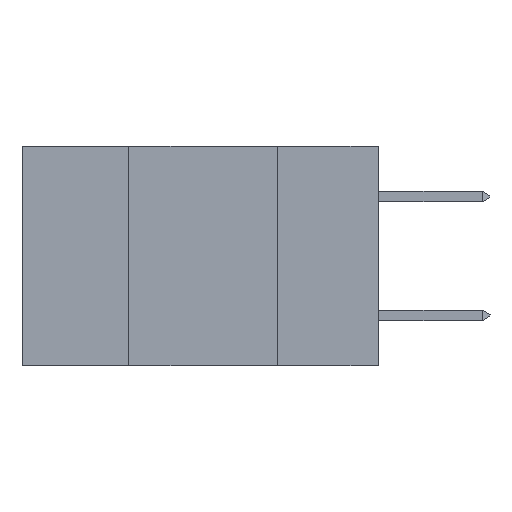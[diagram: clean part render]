
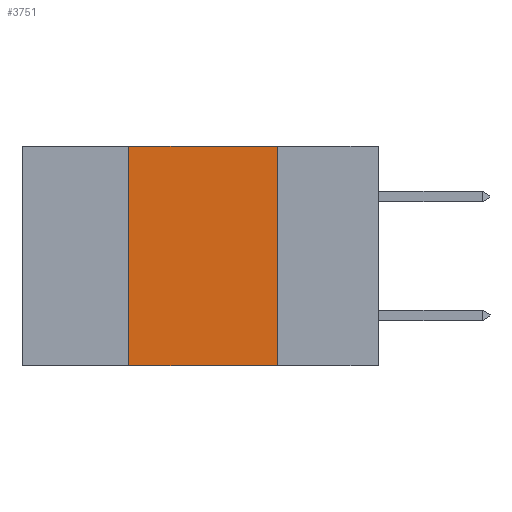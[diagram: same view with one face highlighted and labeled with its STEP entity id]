
A CAD part, left-side view. The second image highlights one B-rep face of the part: STEP entity #3751.
In plain terms, the highlighted planar face has unit normal (-1, 0, 0).
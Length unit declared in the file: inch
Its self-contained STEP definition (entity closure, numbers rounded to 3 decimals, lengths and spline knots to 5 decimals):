
#866 = VERTEX_POINT ( 'NONE', #6034 ) ;
#1276 = VERTEX_POINT ( 'NONE', #17926 ) ;
#2212 = CARTESIAN_POINT ( 'NONE',  ( 0., 0.42, -0.37 ) ) ;
#3182 = VERTEX_POINT ( 'NONE', #2212 ) ;
#3751 = ADVANCED_FACE ( 'NONE', ( #12487 ), #7307, .F. ) ;
#3948 = LINE ( 'NONE', #17963, #23154 ) ;
#5411 = CARTESIAN_POINT ( 'NONE',  ( 0., 0.42, 0. ) ) ;
#5880 = EDGE_CURVE ( 'NONE', #866, #1276, #3948, .T. ) ;
#6034 = CARTESIAN_POINT ( 'NONE',  ( 0., 0.17, 0. ) ) ;
#6115 = CARTESIAN_POINT ( 'NONE',  ( 0., 0.6, 0. ) ) ;
#6528 = DIRECTION ( 'NONE',  ( 0., 0., -1. ) ) ;
#6585 = DIRECTION ( 'NONE',  ( 1., 0., 0. ) ) ;
#6814 = EDGE_LOOP ( 'NONE', ( #22747, #12227, #12285, #14683 ) ) ;
#6856 = CARTESIAN_POINT ( 'NONE',  ( 0., 0.6, 0. ) ) ;
#7282 = VECTOR ( 'NONE', #23200, 39.37008 ) ;
#7307 = PLANE ( 'NONE',  #8993 ) ;
#8778 = DIRECTION ( 'NONE',  ( 0., 0., -1. ) ) ;
#8993 = AXIS2_PLACEMENT_3D ( 'NONE', #6856, #6585, #6528 ) ;
#11663 = VECTOR ( 'NONE', #21360, 39.37008 ) ;
#12185 = CARTESIAN_POINT ( 'NONE',  ( 0., 0.42, -0.37 ) ) ;
#12227 = ORIENTED_EDGE ( 'NONE', *, *, #19400, .F. ) ;
#12243 = LINE ( 'NONE', #12185, #7282 ) ;
#12285 = ORIENTED_EDGE ( 'NONE', *, *, #17436, .F. ) ;
#12401 = VERTEX_POINT ( 'NONE', #5411 ) ;
#12487 = FACE_OUTER_BOUND ( 'NONE', #6814, .T. ) ;
#13029 = LINE ( 'NONE', #6115, #22226 ) ;
#13648 = DIRECTION ( 'NONE',  ( 0., -1., 0. ) ) ;
#14683 = ORIENTED_EDGE ( 'NONE', *, *, #17415, .T. ) ;
#15837 = CARTESIAN_POINT ( 'NONE',  ( 0., 0.6, -0.37 ) ) ;
#16585 = LINE ( 'NONE', #15837, #11663 ) ;
#17415 = EDGE_CURVE ( 'NONE', #3182, #1276, #16585, .T. ) ;
#17436 = EDGE_CURVE ( 'NONE', #3182, #12401, #12243, .T. ) ;
#17926 = CARTESIAN_POINT ( 'NONE',  ( 0., 0.17, -0.37 ) ) ;
#17963 = CARTESIAN_POINT ( 'NONE',  ( 0., 0.17, -0.37 ) ) ;
#19400 = EDGE_CURVE ( 'NONE', #12401, #866, #13029, .T. ) ;
#21360 = DIRECTION ( 'NONE',  ( 0., -1., 0. ) ) ;
#22226 = VECTOR ( 'NONE', #13648, 39.37008 ) ;
#22747 = ORIENTED_EDGE ( 'NONE', *, *, #5880, .F. ) ;
#23154 = VECTOR ( 'NONE', #8778, 39.37008 ) ;
#23200 = DIRECTION ( 'NONE',  ( 0., 0., 1. ) ) ;
